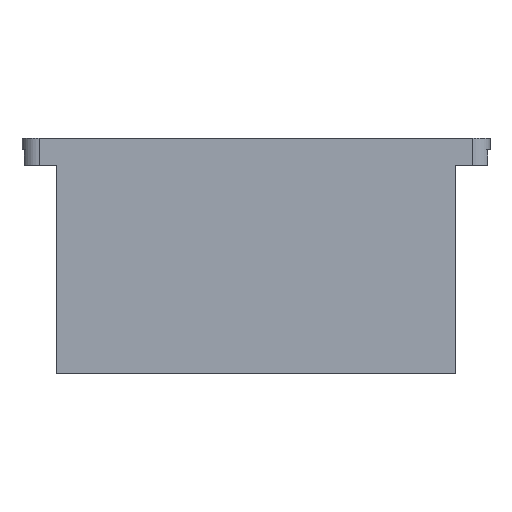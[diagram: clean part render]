
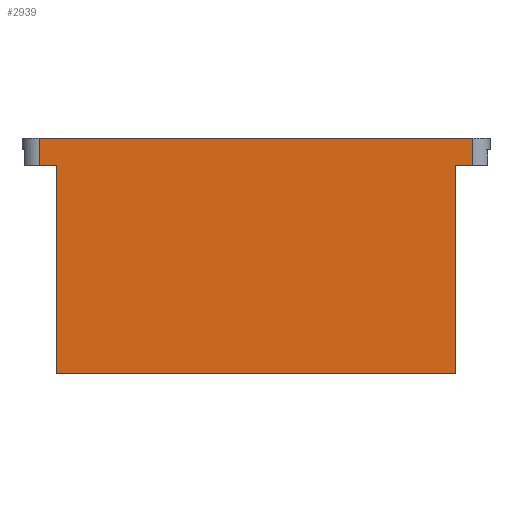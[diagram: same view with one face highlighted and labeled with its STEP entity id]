
A CAD part, left-side view. The second image highlights one B-rep face of the part: STEP entity #2939.
In plain terms, the highlighted planar face has unit normal (-1, 0, 0).
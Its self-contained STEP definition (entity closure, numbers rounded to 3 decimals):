
#216=LINE('',#4487,#429);
#220=LINE('',#4501,#433);
#228=LINE('',#4519,#441);
#242=LINE('',#4546,#455);
#277=LINE('',#4645,#490);
#297=LINE('',#4709,#510);
#302=LINE('',#4721,#515);
#303=LINE('',#4724,#516);
#429=VECTOR('',#3614,8.);
#433=VECTOR('',#3630,5.);
#441=VECTOR('',#3648,61.);
#455=VECTOR('',#3670,117.);
#490=VECTOR('',#3755,127.);
#510=VECTOR('',#3825,5.);
#515=VECTOR('',#3840,8.);
#516=VECTOR('',#3845,61.);
#695=PLANE('',#3187);
#944=FACE_OUTER_BOUND('',#1135,.T.);
#1135=EDGE_LOOP('',(#2529,#2530,#2531,#2532,#2533,#2534,#2535,#2536));
#1516=VERTEX_POINT('',#4484);
#1517=VERTEX_POINT('',#4486);
#1521=VERTEX_POINT('',#4500);
#1526=VERTEX_POINT('',#4518);
#1535=VERTEX_POINT('',#4545);
#1574=VERTEX_POINT('',#4643);
#1592=VERTEX_POINT('',#4706);
#1593=VERTEX_POINT('',#4708);
#1829=EDGE_CURVE('',#1516,#1517,#216,.T.);
#1836=EDGE_CURVE('',#1521,#1517,#220,.T.);
#1845=EDGE_CURVE('',#1526,#1521,#228,.T.);
#1859=EDGE_CURVE('',#1535,#1526,#242,.T.);
#1909=EDGE_CURVE('',#1516,#1574,#277,.T.);
#1939=EDGE_CURVE('',#1592,#1593,#297,.T.);
#1946=EDGE_CURVE('',#1593,#1574,#302,.T.);
#1948=EDGE_CURVE('',#1535,#1592,#303,.T.);
#2529=ORIENTED_EDGE('',*,*,#1829,.F.);
#2530=ORIENTED_EDGE('',*,*,#1909,.T.);
#2531=ORIENTED_EDGE('',*,*,#1946,.F.);
#2532=ORIENTED_EDGE('',*,*,#1939,.F.);
#2533=ORIENTED_EDGE('',*,*,#1948,.F.);
#2534=ORIENTED_EDGE('',*,*,#1859,.T.);
#2535=ORIENTED_EDGE('',*,*,#1845,.T.);
#2536=ORIENTED_EDGE('',*,*,#1836,.T.);
#2939=ADVANCED_FACE('',(#944),#695,.T.);
#3187=AXIS2_PLACEMENT_3D('',#4723,#3843,#3844);
#3614=DIRECTION('',(0.,0.,-1.));
#3630=DIRECTION('',(0.,-1.,0.));
#3648=DIRECTION('',(0.,0.,1.));
#3670=DIRECTION('',(0.,-1.,0.));
#3755=DIRECTION('',(0.,1.,0.));
#3825=DIRECTION('',(0.,1.,0.));
#3840=DIRECTION('',(0.,0.,1.));
#3843=DIRECTION('center_axis',(-1.,0.,0.));
#3844=DIRECTION('ref_axis',(0.,-1.,0.));
#3845=DIRECTION('',(0.,0.,1.));
#4484=CARTESIAN_POINT('',(-88.,-6.,2.));
#4486=CARTESIAN_POINT('',(-88.,-6.,-6.));
#4487=CARTESIAN_POINT('',(-88.,-6.,-1.));
#4500=CARTESIAN_POINT('',(-88.,-1.,-6.));
#4501=CARTESIAN_POINT('',(-88.,-1.,-6.));
#4518=CARTESIAN_POINT('',(-88.,-1.,-67.));
#4519=CARTESIAN_POINT('',(-88.,-1.,-33.5));
#4545=CARTESIAN_POINT('',(-88.,116.,-67.));
#4546=CARTESIAN_POINT('',(-88.,-8.,-67.));
#4643=CARTESIAN_POINT('',(-88.,121.,2.));
#4645=CARTESIAN_POINT('',(-88.,116.,2.));
#4706=CARTESIAN_POINT('',(-88.,116.,-6.));
#4708=CARTESIAN_POINT('',(-88.,121.,-6.));
#4709=CARTESIAN_POINT('',(-88.,116.,-6.));
#4721=CARTESIAN_POINT('',(-88.,121.,-1.));
#4723=CARTESIAN_POINT('Origin',(-88.,116.,0.));
#4724=CARTESIAN_POINT('',(-88.,116.,0.));
